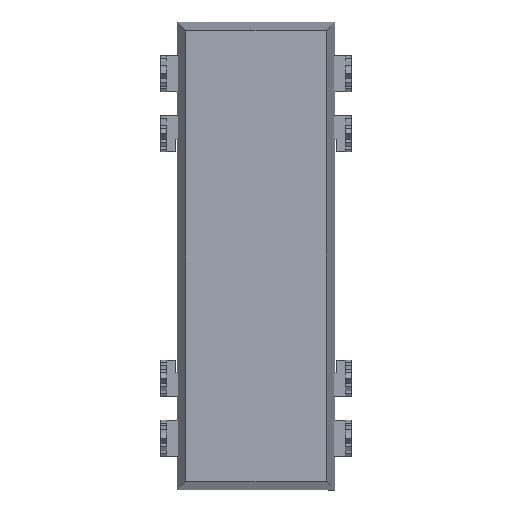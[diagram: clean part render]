
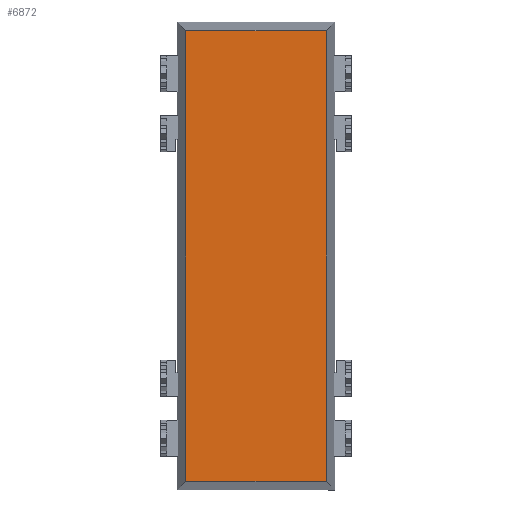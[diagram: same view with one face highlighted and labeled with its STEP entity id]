
A CAD part, front view. The second image highlights one B-rep face of the part: STEP entity #6872.
In plain terms, the highlighted planar face has unit normal (0, -1, 0).
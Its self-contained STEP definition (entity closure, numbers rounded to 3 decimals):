
#1373 = CARTESIAN_POINT ( 'NONE',  ( 3.25, -1.243, -9.299 ) ) ;
#1492 = ORIENTED_EDGE ( 'NONE', *, *, #10941, .T. ) ;
#2003 = DIRECTION ( 'NONE',  ( 0., 0., 1. ) ) ;
#3739 = DIRECTION ( 'NONE',  ( 0., 1., 0. ) ) ;
#4508 = VERTEX_POINT ( 'NONE', #24986 ) ;
#5891 = ORIENTED_EDGE ( 'NONE', *, *, #13196, .T. ) ;
#6872 = ADVANCED_FACE ( 'NONE', ( #19797 ), #15240, .F. ) ;
#6958 = LINE ( 'NONE', #1373, #16875 ) ;
#8000 = EDGE_LOOP ( 'NONE', ( #1492, #5891, #20585, #26762 ) ) ;
#8471 = VECTOR ( 'NONE', #2003, 1000. ) ;
#9876 = CARTESIAN_POINT ( 'NONE',  ( 2.899, -1.243, -9.299 ) ) ;
#10713 = CARTESIAN_POINT ( 'NONE',  ( -2.899, -1.243, -9.299 ) ) ;
#10941 = EDGE_CURVE ( 'NONE', #15849, #4508, #26200, .T. ) ;
#11296 = VERTEX_POINT ( 'NONE', #10713 ) ;
#12304 = EDGE_CURVE ( 'NONE', #11296, #12874, #6958, .T. ) ;
#12565 = LINE ( 'NONE', #18359, #16080 ) ;
#12874 = VERTEX_POINT ( 'NONE', #9876 ) ;
#13050 = DIRECTION ( 'NONE',  ( 1., 0., 0. ) ) ;
#13196 = EDGE_CURVE ( 'NONE', #4508, #11296, #12565, .T. ) ;
#15240 = PLANE ( 'NONE',  #18458 ) ;
#15561 = CARTESIAN_POINT ( 'NONE',  ( 2.899, -1.243, 9.299 ) ) ;
#15849 = VERTEX_POINT ( 'NONE', #15561 ) ;
#16080 = VECTOR ( 'NONE', #25192, 1000. ) ;
#16875 = VECTOR ( 'NONE', #13050, 1000. ) ;
#16928 = LINE ( 'NONE', #25004, #8471 ) ;
#17653 = DIRECTION ( 'NONE',  ( 0., 0., 1. ) ) ;
#18234 = DIRECTION ( 'NONE',  ( -1., 0., 0. ) ) ;
#18359 = CARTESIAN_POINT ( 'NONE',  ( -2.899, -1.243, 9.65 ) ) ;
#18411 = EDGE_CURVE ( 'NONE', #12874, #15849, #16928, .T. ) ;
#18458 = AXIS2_PLACEMENT_3D ( 'NONE', #26637, #3739, #17653 ) ;
#19495 = VECTOR ( 'NONE', #18234, 1000. ) ;
#19797 = FACE_OUTER_BOUND ( 'NONE', #8000, .T. ) ;
#20585 = ORIENTED_EDGE ( 'NONE', *, *, #12304, .T. ) ;
#24783 = CARTESIAN_POINT ( 'NONE',  ( 3.25, -1.243, 9.299 ) ) ;
#24986 = CARTESIAN_POINT ( 'NONE',  ( -2.899, -1.243, 9.299 ) ) ;
#25004 = CARTESIAN_POINT ( 'NONE',  ( 2.899, -1.243, 9.65 ) ) ;
#25192 = DIRECTION ( 'NONE',  ( 0., 0., -1. ) ) ;
#26200 = LINE ( 'NONE', #24783, #19495 ) ;
#26637 = CARTESIAN_POINT ( 'NONE',  ( 3.25, -1.243, 9.65 ) ) ;
#26762 = ORIENTED_EDGE ( 'NONE', *, *, #18411, .T. ) ;
